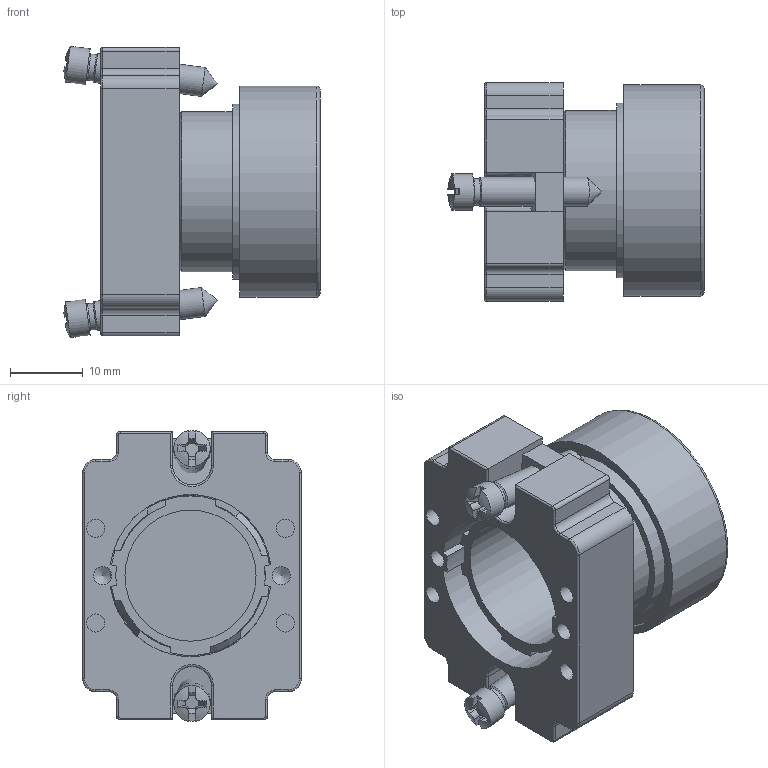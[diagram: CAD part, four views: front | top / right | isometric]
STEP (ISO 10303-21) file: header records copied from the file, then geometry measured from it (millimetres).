
FILE_DESCRIPTION((''),'2;1');
FILE_NAME('2AFx.stp','2007-11-12T16:24:16',('Philipp'),(''),'Autodesk Inventor 2008','Autodesk Inventor 2008','');
FILE_SCHEMA(('AUTOMOTIVE_DESIGN { 1 0 10303 214 1 1 1 1 }'));
Length unit declared in the file: millimetre
Products named in the file (7): 2AFx_bracket; 2AFx; 2AFx_1; rubber_gasket; 2BRK; DIN 7985 (Z) M4x18-Z
Assembly tree (7 placements, depth 3):
  2AFx_bracket
    2AFx
      2AFx_1
      rubber_gasket
    2BRK
      2BRK
      DIN 7985 (Z) M4x18-Z  x2
Bounding box: 35.15 x 30 x 39.97 mm (x, y, z)
Volume: 10014.8 mm3; surface area: 13223.4 mm2
Topology: 5 solids, 5 shells, 259 faces, 676 edges, 438 vertices
Faces by surface type: plane 132, cylinder 81, bspline 24, torus 11, cone 7, sphere 4
Full cylindrical faces by diameter (mm): 2.5 x5, 3.65 x2, 4 x2, 5 x2, 18 x1, 20.3 x1, 22 x2, 22.25 x1, 24 x2, 24.25 x1, 24.8 x1, 27 x1, 29 x1
Entity records: 7644 total; most frequent: CARTESIAN_POINT 1796, DIRECTION 1226, ORIENTED_EDGE 1120, EDGE_CURVE 560, AXIS2_PLACEMENT_3D 456, VERTEX_POINT 378, VECTOR 314, LINE 314
